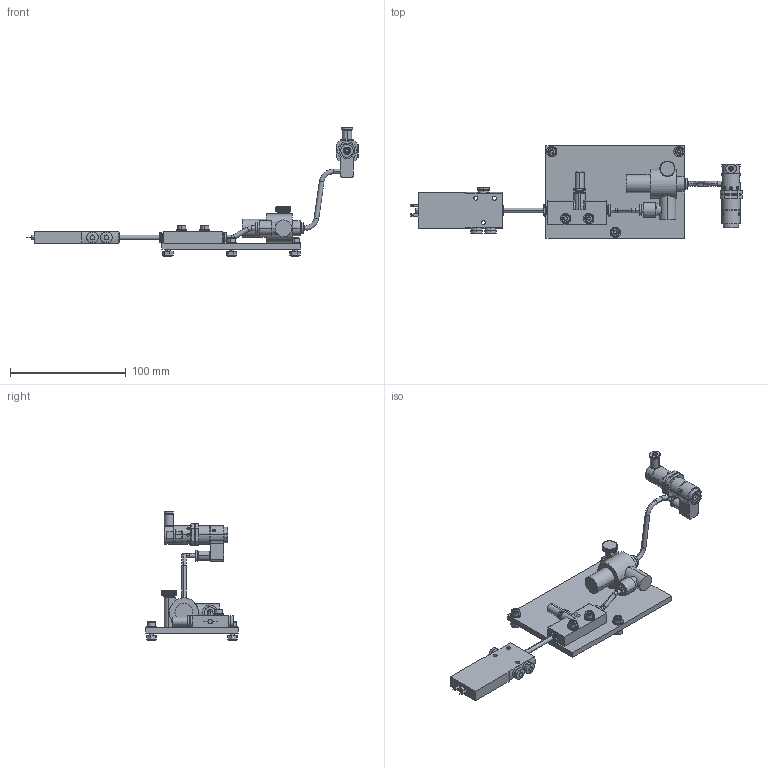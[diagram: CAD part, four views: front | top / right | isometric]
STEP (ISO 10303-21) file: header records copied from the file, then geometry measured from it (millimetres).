
FILE_DESCRIPTION (( 'STEP AP214' ), '1' );
FILE_NAME ('36792~0.STEP', '2018-04-09T14:12:24', ( '' ), ( '' ), 'SwSTEP 2.0', 'SolidWorks 2016', '' );
FILE_SCHEMA (( 'AUTOMOTIVE_DESIGN' ));
Length unit declared in the file: millimetre
Products named in the file (36): 36794~0_S; 31840~0_S; 37018~0; 36796~0_S; 4213~0; 25244~2; 29480~0; 25245~3; 26707_1~0_S; 25242~3; 4822~0; 36795~0_S; 36793~0_S; DIN912~n_M04,0x012; 25256~0; DIN912~n_M04,0x030; 38377~0; 25241~6; 16320~0; SP-713_102_S~0; 38378~0; 25246~2; K_04090~0_S; 25243~2; 4061~0_M 3 A; 36792~0; 53903~0_S; 25250~1; 26707~0_S; DIN125~n_03,2 M03,0; K_04092~0_S; 14942~0; 21054~0; DIN912~n_M04,0x016; 4327~0; DIN125~n_04,3 M04,0
Assembly tree (51 placements, depth 3):
  36792~0
    37018~0
      29480~0
      25256~0
      31840~0_S
      4327~0
      21054~0  x2
    36793~0_S
    36794~0_S
    36795~0_S
    36796~0_S
    26707_1~0_S
    26707~0_S
    4822~0
    4061~0_M 3 A  x3
    DIN912~n_M04,0x012  x3
    DIN125~n_04,3 M04,0  x7
    DIN912~n_M04,0x016  x2
    DIN912~n_M04,0x030
    25241~6
      25242~3
      25243~2
      25244~2
      25245~3
      25246~2
      38378~0
      25256~0
      38377~0
      4213~0
      14942~0
      53903~0_S
      SP-713_102_S~0  x2
      25250~1  x2
      16320~0  x2
      DIN125~n_03,2 M03,0
    K_04092~0_S
    K_04090~0_S
Bounding box: 287.1 x 80 x 111.8 mm (x, y, z)
Volume: 120839.5 mm3; surface area: 63504.1 mm2
Topology: 51 solids, 51 shells, 1643 faces, 3956 edges, 2508 vertices
Faces by surface type: cylinder 608, plane 578, cone 324, bspline 89, torus 44
Entity records: 54281 total; most frequent: CARTESIAN_POINT 16461, DIRECTION 6631, ORIENTED_EDGE 6602, EDGE_CURVE 3301, AXIS2_PLACEMENT_3D 2544, VERTEX_POINT 2102, VECTOR 1543, LINE 1543
